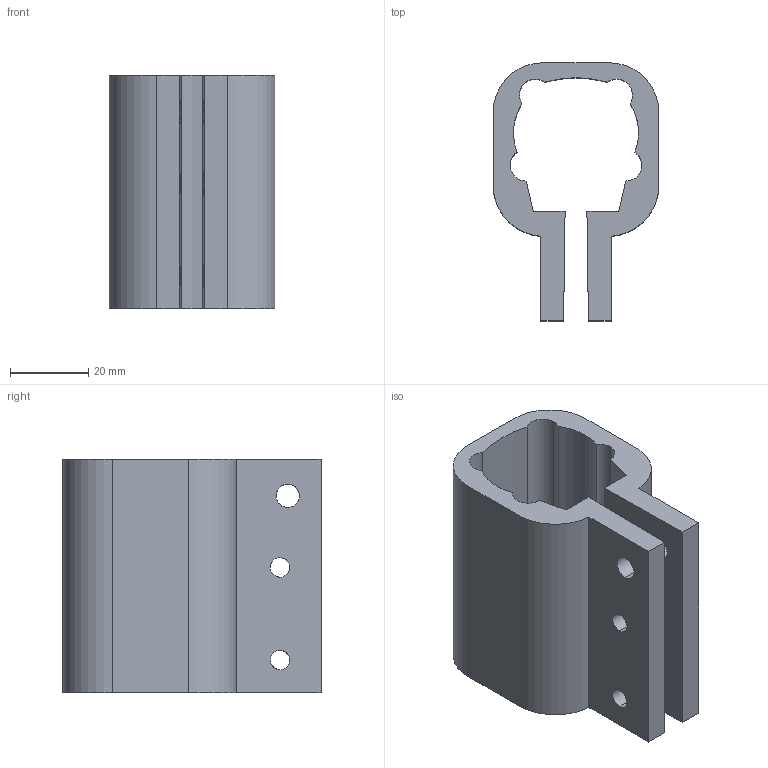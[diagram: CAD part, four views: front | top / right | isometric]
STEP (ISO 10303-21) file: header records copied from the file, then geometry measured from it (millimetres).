
FILE_DESCRIPTION (( 'STEP AP214' ), '1' );
FILE_NAME ('BRK-10.STEP', '2026-01-29T22:49:58', ( '' ), ( '' ), 'SwSTEP 2.0', 'SolidWorks 2018', '' );
FILE_SCHEMA (( 'AUTOMOTIVE_DESIGN' ));
Length unit declared in the file: millimetre
Products named in the file (1): BRK-10
Bounding box: 42.42 x 66.04 x 59.69 mm (x, y, z)
Volume: 57891.9 mm3; surface area: 23923.3 mm2
Topology: 1 solids, 1 shells, 41 faces, 117 edges, 78 vertices
Faces by surface type: cylinder 26, plane 15
Entity records: 1453 total; most frequent: CARTESIAN_POINT 273, ORIENTED_EDGE 234, DIRECTION 229, EDGE_CURVE 117, AXIS2_PLACEMENT_3D 82, VERTEX_POINT 78, VECTOR 65, LINE 65
